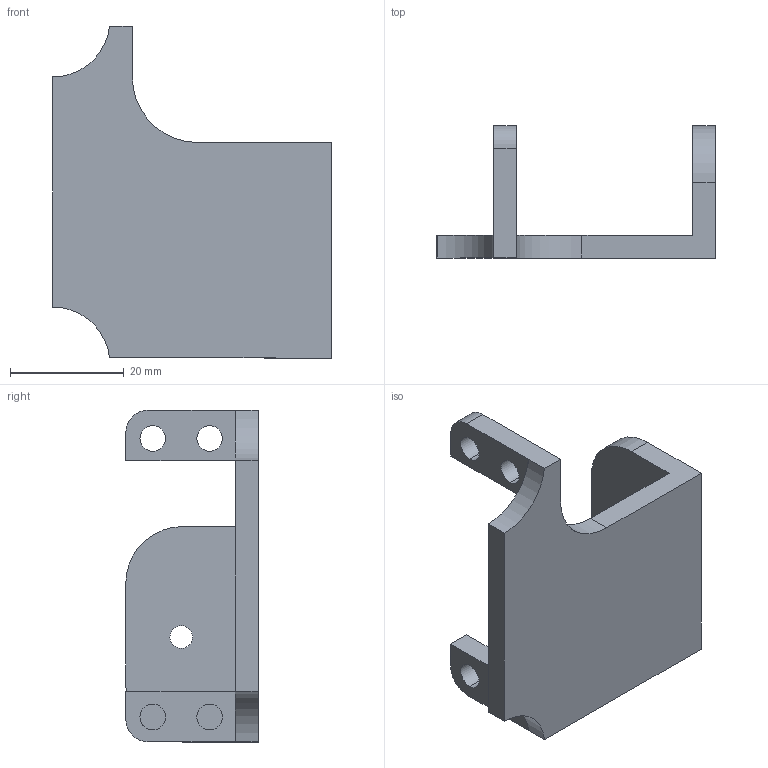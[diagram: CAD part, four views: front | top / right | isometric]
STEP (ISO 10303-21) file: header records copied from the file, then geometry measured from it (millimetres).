
FILE_DESCRIPTION (( 'STEP AP203' ), '1' );
FILE_NAME ('hip_servo_holder_esquerdo_Default_sldprt.STEP', '2023-03-14T16:36:21', ( '' ), ( '' ), 'SwSTEP 2.0', 'SolidWorks 2022', '' );
FILE_SCHEMA (( 'CONFIG_CONTROL_DESIGN' ));
Length unit declared in the file: millimetre
Products named in the file (1): hip_servo_holder_esquerdo_Default_sldprt
Bounding box: 49 x 23.3 x 58.4 mm (x, y, z)
Volume: 11946.4 mm3; surface area: 7470.2 mm2
Topology: 1 solids, 1 shells, 36 faces, 99 edges, 65 vertices
Faces by surface type: plane 19, cylinder 17
Entity records: 1250 total; most frequent: DIRECTION 207, CARTESIAN_POINT 201, ORIENTED_EDGE 198, EDGE_CURVE 99, AXIS2_PLACEMENT_3D 71, VERTEX_POINT 65, LINE 65, VECTOR 65
